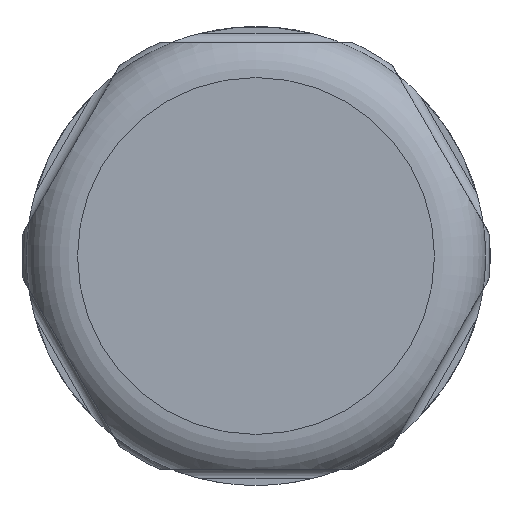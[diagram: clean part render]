
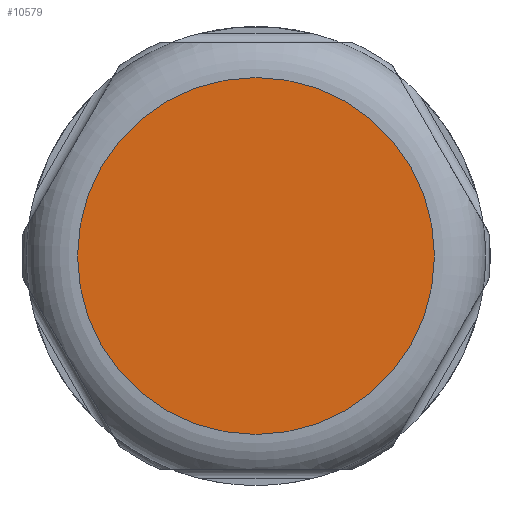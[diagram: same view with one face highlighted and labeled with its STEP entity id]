
A CAD part, left-side view. The second image highlights one B-rep face of the part: STEP entity #10579.
In plain terms, the highlighted planar face has unit normal (-1, 0, 0).
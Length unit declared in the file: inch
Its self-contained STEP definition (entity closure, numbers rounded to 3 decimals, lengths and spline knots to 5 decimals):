
#879=PLANE('',#11741);
#1517=FACE_OUTER_BOUND('',#2052,.T.);
#2052=EDGE_LOOP('',(#9305,#9306));
#3498=CIRCLE('',#11723,0.75787);
#3499=CIRCLE('',#11724,0.75787);
#4582=VERTEX_POINT('',#22132);
#4583=VERTEX_POINT('',#22134);
#6155=EDGE_CURVE('',#4582,#4583,#3498,.T.);
#6156=EDGE_CURVE('',#4583,#4582,#3499,.T.);
#9305=ORIENTED_EDGE('',*,*,#6156,.F.);
#9306=ORIENTED_EDGE('',*,*,#6155,.F.);
#10579=ADVANCED_FACE('',(#1517),#879,.T.);
#11723=AXIS2_PLACEMENT_3D('',#22135,#14370,#14371);
#11724=AXIS2_PLACEMENT_3D('',#22136,#14372,#14373);
#11741=AXIS2_PLACEMENT_3D('',#22220,#14411,#14412);
#14370=DIRECTION('center_axis',(1.,0.,0.));
#14371=DIRECTION('ref_axis',(0.,1.,0.));
#14372=DIRECTION('center_axis',(1.,0.,0.));
#14373=DIRECTION('ref_axis',(0.,1.,0.));
#14411=DIRECTION('center_axis',(-1.,0.,0.));
#14412=DIRECTION('ref_axis',(0.,-1.,0.));
#22132=CARTESIAN_POINT('',(-1.49073,-0.75787,0.));
#22134=CARTESIAN_POINT('',(-1.49073,0.,0.75787));
#22135=CARTESIAN_POINT('Origin',(-1.49073,0.,
0.));
#22136=CARTESIAN_POINT('Origin',(-1.49073,0.,
0.));
#22220=CARTESIAN_POINT('Origin',(-1.49073,0.,
0.75787));
